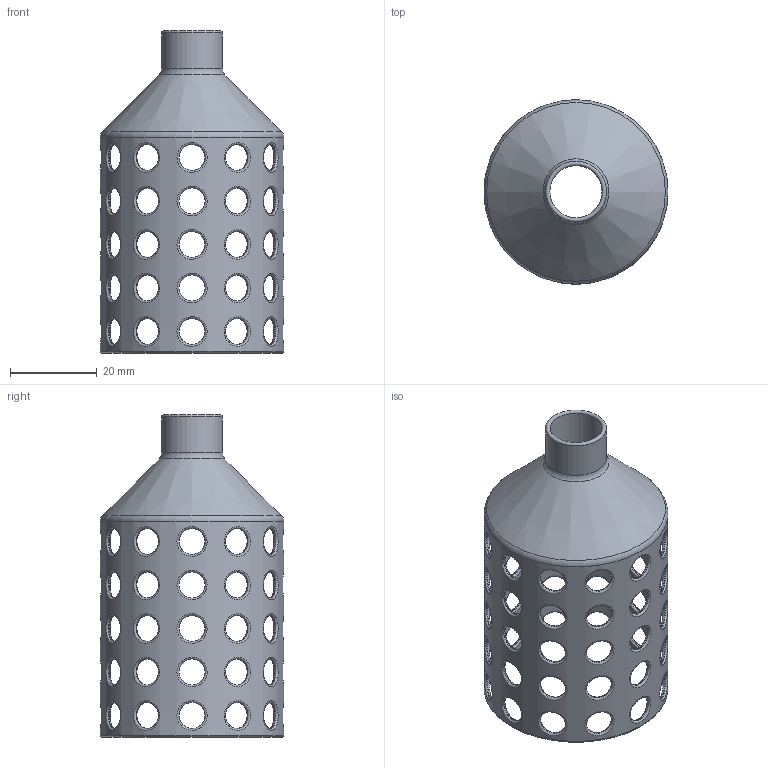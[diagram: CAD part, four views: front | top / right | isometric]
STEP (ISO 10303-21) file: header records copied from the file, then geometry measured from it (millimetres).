
FILE_DESCRIPTION(/* description */ (''),/* implementation_level */ '2;1');
FILE_NAME(/* name */ 'insert.stp',/* time_stamp */ '2015-08-17T21:03:33+01:00',/* author */ ('charlie'),/* organization */ (''),/* preprocessor_version */ 'ST-DEVELOPER v16.1',/* originating_system */ 'Autodesk Inventor 2016',/* authorisation */ '');
FILE_SCHEMA (('AUTOMOTIVE_DESIGN { 1 0 10303 214 3 1 1 }'));
Length unit declared in the file: millimetre
Products named in the file (1): insert
Bounding box: 42.29 x 42.29 x 74.14 mm (x, y, z)
Volume: 6809.3 mm3; surface area: 14660.3 mm2
Topology: 1 solids, 1 shells, 192 faces, 534 edges, 332 vertices
Faces by surface type: bspline 120, cylinder 64, torus 6, cone 2
Full cylindrical faces by diameter (mm): 6 x60, 12 x1, 14 x1, 40.284 x1, 42.284 x1
Entity records: 17754 total; most frequent: CARTESIAN_POINT 14219, ORIENTED_EDGE 744, DIRECTION 410, EDGE_LOOP 384, EDGE_CURVE 372, VERTEX_POINT 252, B_SPLINE_CURVE_WITH_KNOTS 240, AXIS2_PLACEMENT_3D 205
